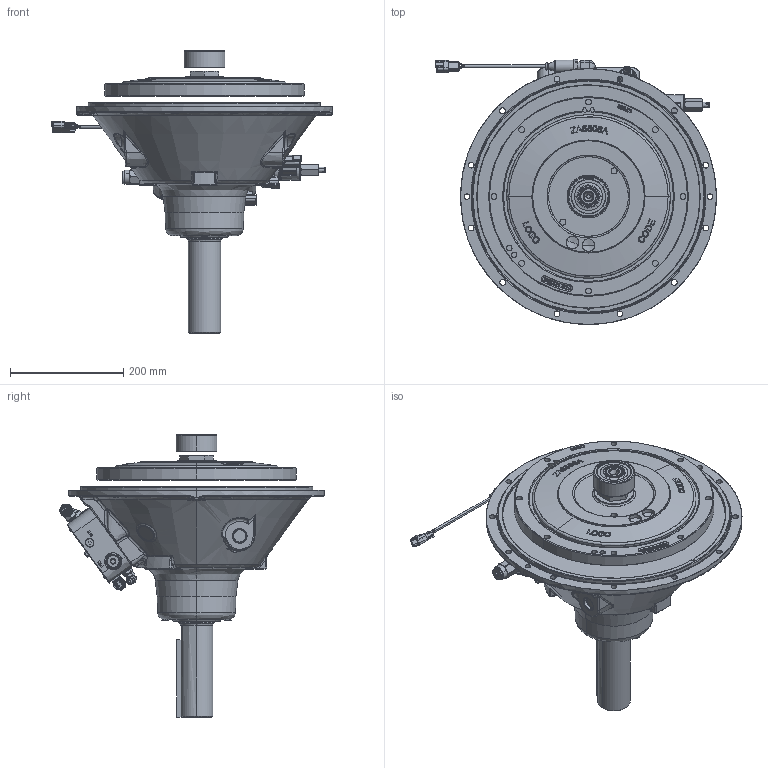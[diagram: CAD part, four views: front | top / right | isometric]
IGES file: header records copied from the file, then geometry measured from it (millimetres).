
Start section: SolidWorks IGES file using analytic representation for surfaces
Global section: file name: 1028715B.IGS; native system: SolidWorks 2010; preprocessor: SolidWorks 2010; author: josephl; date: 141217.095817; units: millimetre
Bounding box: 495.44 x 467.53 x 497.77 mm (x, y, z)
Surface area: 911311.8 mm2 (no closed solid volume)
Topology: 0 solids, 0 shells, 1792 faces, 30255 edges, 30157 vertices
Faces by surface type: bspline 1151, revolution 641
